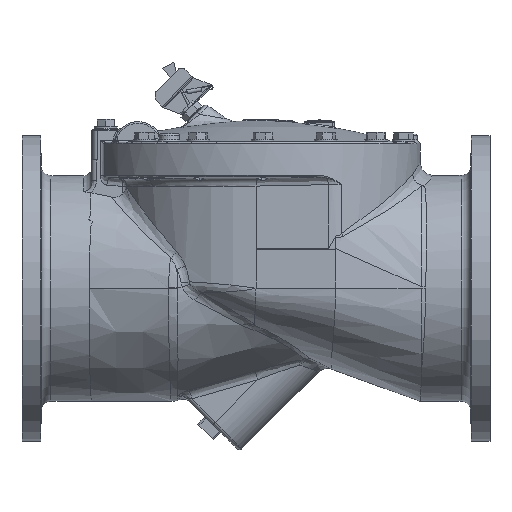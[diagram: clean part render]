
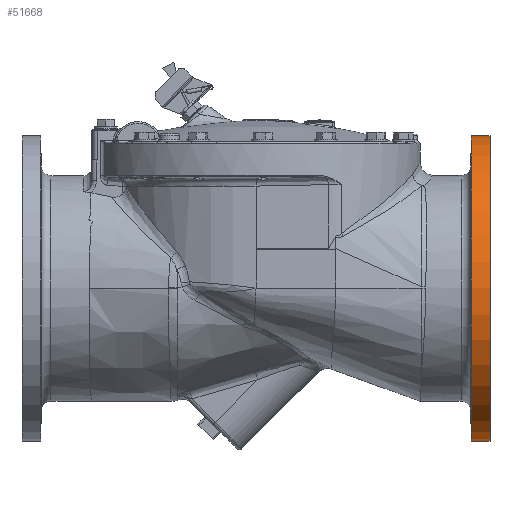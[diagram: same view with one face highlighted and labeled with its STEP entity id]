
A CAD part, top view. The second image highlights one B-rep face of the part: STEP entity #51668.
In plain terms, the highlighted cylindrical face has radius 298.45 mm (diameter 596.9 mm), a partial arc.
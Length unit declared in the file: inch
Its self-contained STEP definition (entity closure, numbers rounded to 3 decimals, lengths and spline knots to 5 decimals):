
#24070=CARTESIAN_POINT('',(16.56275,0.,0.));
#24071=DIRECTION('',(1.,0.,0.));
#24072=DIRECTION('',(0.,1.,0.));
#24073=AXIS2_PLACEMENT_3D('',#24070,#24071,#24072);
#25883=CARTESIAN_POINT('',(18.,0.,0.));
#25884=DIRECTION('',(1.,0.,0.));
#25885=DIRECTION('',(0.,1.,0.));
#25886=AXIS2_PLACEMENT_3D('',#25883,#25884,#25885);
#26053=DIRECTION('',(-1.,0.,0.));
#26054=VECTOR('',#26053,1.43725);
#26055=CARTESIAN_POINT('',(18.,11.75,0.));
#26056=LINE('',#26055,#26054);
#26057=DIRECTION('',(-1.,0.,0.));
#26058=VECTOR('',#26057,1.43725);
#26059=CARTESIAN_POINT('',(18.,-11.75,0.));
#26060=LINE('',#26059,#26058);
#31537=CARTESIAN_POINT('',(16.56275,11.75,0.));
#31538=CARTESIAN_POINT('',(16.56275,-11.75,0.));
#31539=VERTEX_POINT('',#31537);
#31540=VERTEX_POINT('',#31538);
#31593=CARTESIAN_POINT('',(18.,11.75,0.));
#31594=CARTESIAN_POINT('',(18.,-11.75,0.));
#31595=VERTEX_POINT('',#31593);
#31596=VERTEX_POINT('',#31594);
#51654=CARTESIAN_POINT('',(-20.1784,0.,0.));
#51655=DIRECTION('',(1.,0.,0.));
#51656=DIRECTION('',(0.,-1.,0.));
#51657=AXIS2_PLACEMENT_3D('',#51654,#51655,#51656);
#51658=CYLINDRICAL_SURFACE('',#51657,11.75);
#51660=ORIENTED_EDGE('',*,*,#51659,.T.);
#51662=ORIENTED_EDGE('',*,*,#51661,.T.);
#51663=ORIENTED_EDGE('',*,*,#51600,.F.);
#51665=ORIENTED_EDGE('',*,*,#51664,.F.);
#51666=EDGE_LOOP('',(#51660,#51662,#51663,#51665));
#51667=FACE_OUTER_BOUND('',#51666,.F.);
#24074=CIRCLE('',#24073,11.75);
#25887=CIRCLE('',#25886,11.75);
#51600=EDGE_CURVE('',#31539,#31540,#24074,.T.);
#51659=EDGE_CURVE('',#31595,#31596,#25887,.T.);
#51661=EDGE_CURVE('',#31596,#31540,#26060,.T.);
#51664=EDGE_CURVE('',#31595,#31539,#26056,.T.);
#51668=ADVANCED_FACE('',(#51667),#51658,.T.);
